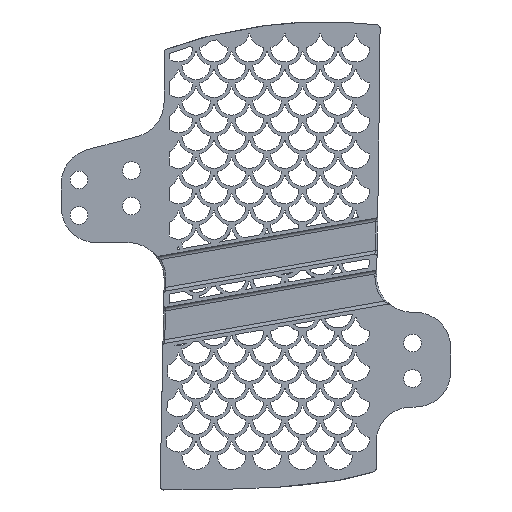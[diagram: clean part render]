
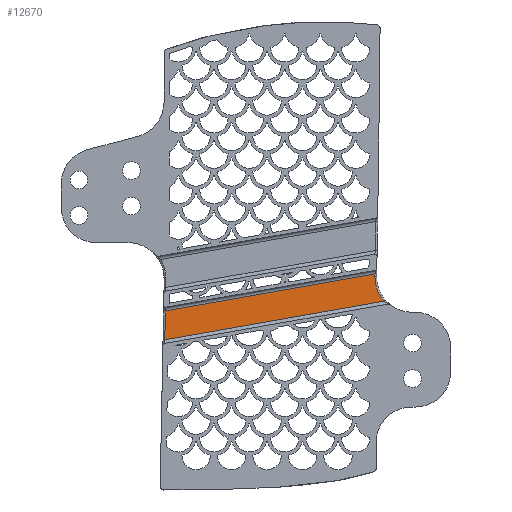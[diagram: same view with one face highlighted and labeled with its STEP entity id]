
A CAD part, front view. The second image highlights one B-rep face of the part: STEP entity #12670.
In plain terms, the highlighted planar face has unit normal (0, -1, 0).
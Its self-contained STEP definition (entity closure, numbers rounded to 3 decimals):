
#1190=FACE_OUTER_BOUND('',#2040,.T.);
#2040=EDGE_LOOP('',(#10421,#10422,#10423,#10424,#10425));
#3310=CIRCLE('',#14174,21.);
#3998=LINE('',#22713,#4786);
#4002=LINE('',#22764,#4790);
#4003=LINE('',#22768,#4791);
#4004=LINE('',#22769,#4792);
#4786=VECTOR('',#17482,10.);
#4790=VECTOR('',#17500,10.);
#4791=VECTOR('',#17505,10.);
#4792=VECTOR('',#17506,10.);
#6271=VERTEX_POINT('',#22707);
#6272=VERTEX_POINT('',#22711);
#6273=VERTEX_POINT('',#22715);
#6276=VERTEX_POINT('',#22763);
#6277=VERTEX_POINT('',#22767);
#7894=EDGE_CURVE('',#6271,#6272,#3998,.T.);
#7896=EDGE_CURVE('',#6272,#6273,#3310,.T.);
#7902=EDGE_CURVE('',#6276,#6273,#4002,.T.);
#7904=EDGE_CURVE('',#6277,#6271,#4003,.T.);
#7905=EDGE_CURVE('',#6276,#6277,#4004,.T.);
#10421=ORIENTED_EDGE('',*,*,#7896,.F.);
#10422=ORIENTED_EDGE('',*,*,#7894,.F.);
#10423=ORIENTED_EDGE('',*,*,#7904,.F.);
#10424=ORIENTED_EDGE('',*,*,#7905,.F.);
#10425=ORIENTED_EDGE('',*,*,#7902,.T.);
#12306=PLANE('',#14180);
#12670=ADVANCED_FACE('',(#1190),#12306,.F.);
#14174=AXIS2_PLACEMENT_3D('',#22717,#17487,#17488);
#14180=AXIS2_PLACEMENT_3D('',#22766,#17503,#17504);
#17482=DIRECTION('',(-0.016,0.,-1.));
#17487=DIRECTION('center_axis',(0.,-1.,0.));
#17488=DIRECTION('ref_axis',(-0.935,0.,-0.355));
#17500=DIRECTION('',(0.985,0.,0.174));
#17503=DIRECTION('center_axis',(0.,1.,0.));
#17504=DIRECTION('ref_axis',(-0.174,0.,0.985));
#17505=DIRECTION('',(0.985,0.,0.174));
#17506=DIRECTION('',(0.02,0.,1.));
#22707=CARTESIAN_POINT('',(20.059,5.,-21.001));
#22711=CARTESIAN_POINT('',(20.038,5.,-22.29));
#22713=CARTESIAN_POINT('',(20.204,5.,-12.073));
#22715=CARTESIAN_POINT('',(25.138,5.,-36.353));
#22717=CARTESIAN_POINT('Origin',(41.035,5.,-22.632));
#22763=CARTESIAN_POINT('',(-98.471,5.,-58.148));
#22764=CARTESIAN_POINT('',(-142.366,5.,-65.888));
#22766=CARTESIAN_POINT('Origin',(-142.366,5.,-65.888));
#22767=CARTESIAN_POINT('',(-98.149,5.,-41.845));
#22768=CARTESIAN_POINT('',(-145.144,5.,-50.131));
#22769=CARTESIAN_POINT('',(-99.394,5.,-104.816));
